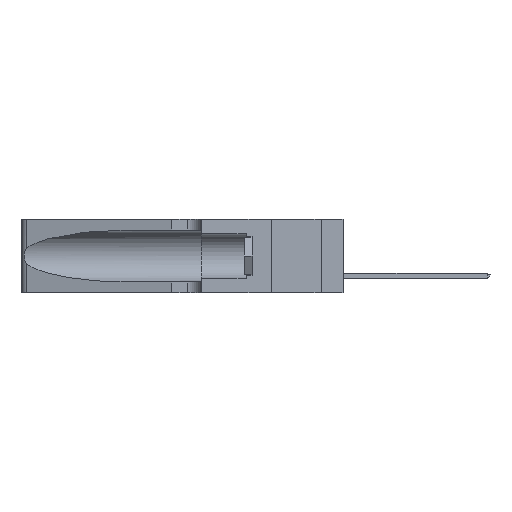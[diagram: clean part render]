
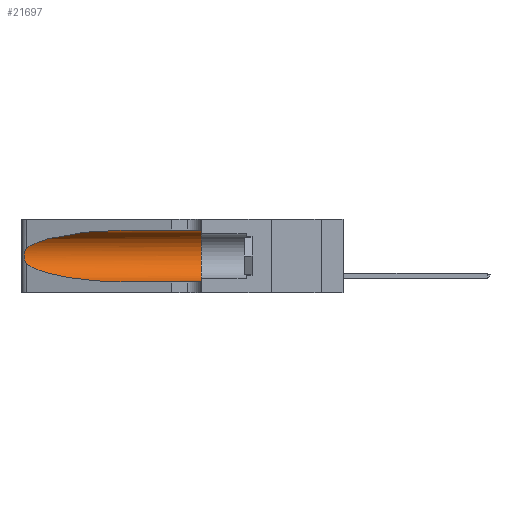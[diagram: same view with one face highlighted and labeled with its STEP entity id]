
A CAD part, left-side view. The second image highlights one B-rep face of the part: STEP entity #21697.
In plain terms, the highlighted cylindrical face has radius 3.308 mm (diameter 6.617 mm), a partial arc.
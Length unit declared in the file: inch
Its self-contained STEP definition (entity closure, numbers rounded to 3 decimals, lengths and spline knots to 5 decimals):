
#401 = ORIENTED_EDGE ( 'NONE', *, *, #13275, .T. ) ;
#637 = CARTESIAN_POINT ( 'NONE',  ( 0.18966, 0.96281, 0.05475 ) ) ;
#810 = CARTESIAN_POINT ( 'NONE',  ( 0.25487, 1.22718, 0.14631 ) ) ;
#885 = CARTESIAN_POINT ( 'NONE',  ( 0.25639, 1.23184, 0.21858 ) ) ;
#889 = VERTEX_POINT ( 'NONE', #6199 ) ;
#960 = CYLINDRICAL_SURFACE ( 'NONE', #4707, 0.13025 ) ;
#1229 = VERTEX_POINT ( 'NONE', #19896 ) ;
#2443 = CARTESIAN_POINT ( 'NONE',  ( 0.25854, 1.2359, 0.20912 ) ) ;
#2811 = ORIENTED_EDGE ( 'NONE', *, *, #7606, .T. ) ;
#3887 = FACE_OUTER_BOUND ( 'NONE', #20550, .T. ) ;
#4167 = CARTESIAN_POINT ( 'NONE',  ( 0.26018, 1.23835, 0.19895 ) ) ;
#4366 = CARTESIAN_POINT ( 'NONE',  ( 0.25487, 1.22718, 0.14631 ) ) ;
#4643 = VECTOR ( 'NONE', #8744, 39.37008 ) ;
#4707 = AXIS2_PLACEMENT_3D ( 'NONE', #15649, #12366, #17470 ) ;
#4936 = CARTESIAN_POINT ( 'NONE',  ( 0.25487, 1.22718, 0.14631 ) ) ;
#5312 = VERTEX_POINT ( 'NONE', #14284 ) ;
#5928 = CARTESIAN_POINT ( 'NONE',  ( 0.25555, 1.22994, 0.2215 ) ) ;
#5934 = CIRCLE ( 'NONE', #17130, 0.13025 ) ;
#6139 = VERTEX_POINT ( 'NONE', #17557 ) ;
#6199 = CARTESIAN_POINT ( 'NONE',  ( 0.1305, 0.35, 0.05475 ) ) ;
#6975 = CARTESIAN_POINT ( 'NONE',  ( 0.1305, 1.61858, 0.05475 ) ) ;
#6995 = VERTEX_POINT ( 'NONE', #4936 ) ;
#7081 = CARTESIAN_POINT ( 'NONE',  ( 0.2373, 1.15595, 0.28018 ) ) ;
#7606 = EDGE_CURVE ( 'NONE', #8722, #889, #16511, .T. ) ;
#7627 = CARTESIAN_POINT ( 'NONE',  ( 0.26017, 1.23833, 0.17102 ) ) ;
#7701 = CARTESIAN_POINT ( 'NONE',  ( 0.26075, 1.23896, 0.19203 ) ) ;
#7707 = EDGE_CURVE ( 'NONE', #6139, #889, #5934, .T. ) ;
#8722 = VERTEX_POINT ( 'NONE', #18866 ) ;
#8744 = DIRECTION ( 'NONE',  ( 0., -1., 0. ) ) ;
#8877 = DIRECTION ( 'NONE',  ( 0., 0., 1. ) ) ;
#9467 = VECTOR ( 'NONE', #16331, 39.37008 ) ;
#10297 = DIRECTION ( 'NONE',  ( 0., 1., 0. ) ) ;
#10641 = ORIENTED_EDGE ( 'NONE', *, *, #17722, .T. ) ;
#10826 = CARTESIAN_POINT ( 'NONE',  ( 0.25787, 1.23484, 0.2124 ) ) ;
#12279 = EDGE_CURVE ( 'NONE', #5312, #1229, #16697, .T. ) ;
#12366 = DIRECTION ( 'NONE',  ( 0., -1., 0. ) ) ;
#12488 = CARTESIAN_POINT ( 'NONE',  ( 0.2373, 1.15595, 0.08982 ) ) ;
#12653 = CARTESIAN_POINT ( 'NONE',  ( 0.25789, 1.23486, 0.15765 ) ) ;
#12878 = CARTESIAN_POINT ( 'NONE',  ( 0.25487, 1.22718, 0.22369 ) ) ;
#12991 = ORIENTED_EDGE ( 'NONE', *, *, #12279, .T. ) ;
#13275 = EDGE_CURVE ( 'NONE', #1229, #6995, #19301, .T. ) ;
#13900 = LINE ( 'NONE', #14653, #9467 ) ;
#14284 = CARTESIAN_POINT ( 'NONE',  ( 0.1305, 0.72297, 0.31525 ) ) ;
#14653 = CARTESIAN_POINT ( 'NONE',  ( 0.1305, 1.61858, 0.31525 ) ) ;
#15649 = CARTESIAN_POINT ( 'NONE',  ( 0.1305, 1.61858, 0.185 ) ) ;
#15952 = CARTESIAN_POINT ( 'NONE',  ( 0.25555, 1.22993, 0.14849 ) ) ;
#16331 = DIRECTION ( 'NONE',  ( 0., -1., 0. ) ) ;
#16511 = LINE ( 'NONE', #6975, #4643 ) ;
#16697 =( BOUNDED_CURVE ( )  B_SPLINE_CURVE ( 3, ( #18838, #19928, #7081, #12878 ),
 .UNSPECIFIED., .F., .F. ) 
 B_SPLINE_CURVE_WITH_KNOTS ( ( 4, 4 ),
 ( 1.5708, 2.84003 ),
 .UNSPECIFIED. ) 
 CURVE ( )  GEOMETRIC_REPRESENTATION_ITEM ( )  RATIONAL_B_SPLINE_CURVE ( ( 1., 0.87, 0.87, 1. ) ) 
 REPRESENTATION_ITEM ( '' )  );
#17130 = AXIS2_PLACEMENT_3D ( 'NONE', #17294, #10297, #8877 ) ;
#17231 = EDGE_CURVE ( 'NONE', #5312, #6139, #13900, .T. ) ;
#17294 = CARTESIAN_POINT ( 'NONE',  ( 0.1305, 0.35, 0.185 ) ) ;
#17470 = DIRECTION ( 'NONE',  ( 0., 0., -1. ) ) ;
#17504 = CARTESIAN_POINT ( 'NONE',  ( 0.1305, 0.72297, 0.05475 ) ) ;
#17557 = CARTESIAN_POINT ( 'NONE',  ( 0.1305, 0.35, 0.31525 ) ) ;
#17722 = EDGE_CURVE ( 'NONE', #6995, #8722, #18594, .T. ) ;
#17768 = CARTESIAN_POINT ( 'NONE',  ( 0.26075, 1.23896, 0.178 ) ) ;
#18594 =( BOUNDED_CURVE ( )  B_SPLINE_CURVE ( 3, ( #4366, #12488, #637, #17504 ),
 .UNSPECIFIED., .F., .F. ) 
 B_SPLINE_CURVE_WITH_KNOTS ( ( 4, 4 ),
 ( 3.44316, 4.71239 ),
 .UNSPECIFIED. ) 
 CURVE ( )  GEOMETRIC_REPRESENTATION_ITEM ( )  RATIONAL_B_SPLINE_CURVE ( ( 1., 0.87, 0.87, 1. ) ) 
 REPRESENTATION_ITEM ( '' )  );
#18681 = ORIENTED_EDGE ( 'NONE', *, *, #17231, .F. ) ;
#18838 = CARTESIAN_POINT ( 'NONE',  ( 0.1305, 0.72297, 0.31525 ) ) ;
#18866 = CARTESIAN_POINT ( 'NONE',  ( 0.1305, 0.72297, 0.05475 ) ) ;
#19301 = B_SPLINE_CURVE_WITH_KNOTS ( 'NONE', 3,
 ( #19476, #5928, #885, #10826, #2443, #4167, #7701, #17768, #7627, #21353, #12653, #21112, #15952, #810 ),
 .UNSPECIFIED., .F., .F.,
 ( 4, 2, 2, 2, 2, 2, 4 ),
 ( 0., 0.00027, 0.00053, 0.00107, 0.0016, 0.00187, 0.00214 ),
 .UNSPECIFIED. ) ;
#19476 = CARTESIAN_POINT ( 'NONE',  ( 0.25487, 1.22718, 0.22369 ) ) ;
#19726 = ORIENTED_EDGE ( 'NONE', *, *, #7707, .F. ) ;
#19896 = CARTESIAN_POINT ( 'NONE',  ( 0.25487, 1.22718, 0.22369 ) ) ;
#19928 = CARTESIAN_POINT ( 'NONE',  ( 0.18966, 0.96281, 0.31525 ) ) ;
#20550 = EDGE_LOOP ( 'NONE', ( #12991, #401, #10641, #2811, #19726, #18681 ) ) ;
#21112 = CARTESIAN_POINT ( 'NONE',  ( 0.25639, 1.23186, 0.15144 ) ) ;
#21353 = CARTESIAN_POINT ( 'NONE',  ( 0.25856, 1.23593, 0.16098 ) ) ;
#21697 = ADVANCED_FACE ( 'NONE', ( #3887 ), #960, .F. ) ;
